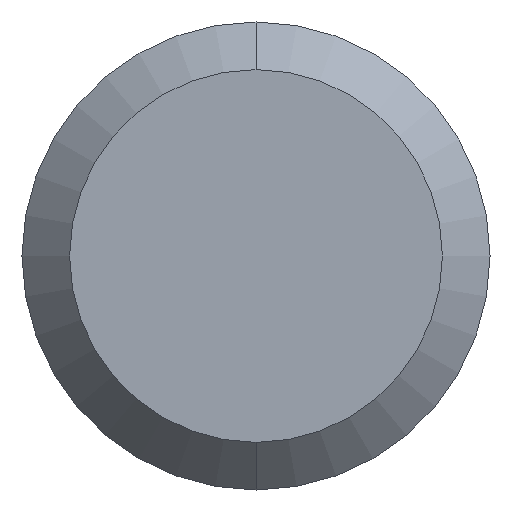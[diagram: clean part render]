
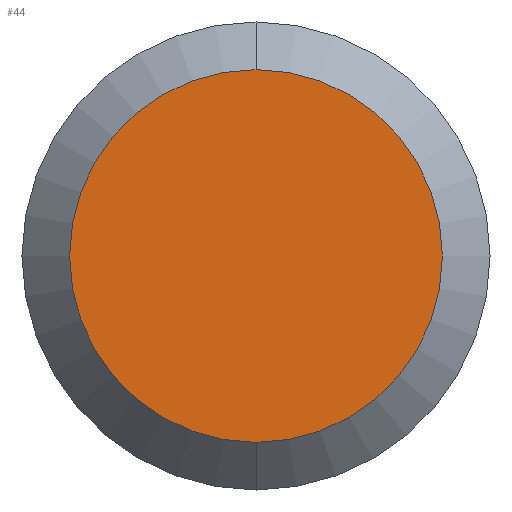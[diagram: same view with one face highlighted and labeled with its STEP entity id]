
A CAD part, front view. The second image highlights one B-rep face of the part: STEP entity #44.
In plain terms, the highlighted planar face has unit normal (0, -1, 0).
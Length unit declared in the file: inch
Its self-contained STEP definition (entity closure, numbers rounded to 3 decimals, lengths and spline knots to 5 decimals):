
#4 = FACE_OUTER_BOUND ( 'NONE', #160, .T. ) ;
#10 = CARTESIAN_POINT ( 'NONE',  ( 0., 0., 0. ) ) ;
#19 = CARTESIAN_POINT ( 'NONE',  ( 0., 0., 0. ) ) ;
#42 = DIRECTION ( 'NONE',  ( 0., -1., 0. ) ) ;
#44 = ADVANCED_FACE ( 'NONE', ( #4 ), #80, .F. ) ;
#49 = DIRECTION ( 'NONE',  ( 0., 0., 1. ) ) ;
#60 = DIRECTION ( 'NONE',  ( 0., 0., 1. ) ) ;
#63 = ORIENTED_EDGE ( 'NONE', *, *, #218, .T. ) ;
#74 = EDGE_CURVE ( 'NONE', #231, #211, #245, .T. ) ;
#80 = PLANE ( 'NONE',  #176 ) ;
#128 = AXIS2_PLACEMENT_3D ( 'NONE', #143, #242, #49 ) ;
#143 = CARTESIAN_POINT ( 'NONE',  ( 0., 0., 0. ) ) ;
#160 = EDGE_LOOP ( 'NONE', ( #221, #63 ) ) ;
#163 = AXIS2_PLACEMENT_3D ( 'NONE', #19, #42, #60 ) ;
#176 = AXIS2_PLACEMENT_3D ( 'NONE', #10, #249, #177 ) ;
#177 = DIRECTION ( 'NONE',  ( 0., 0., 1. ) ) ;
#183 = CARTESIAN_POINT ( 'NONE',  ( 0., 0., 0.07828 ) ) ;
#205 = CIRCLE ( 'NONE', #128, 0.07828 ) ;
#208 = CARTESIAN_POINT ( 'NONE',  ( 0., 0., -0.07828 ) ) ;
#211 = VERTEX_POINT ( 'NONE', #208 ) ;
#218 = EDGE_CURVE ( 'NONE', #211, #231, #205, .T. ) ;
#221 = ORIENTED_EDGE ( 'NONE', *, *, #74, .T. ) ;
#231 = VERTEX_POINT ( 'NONE', #183 ) ;
#242 = DIRECTION ( 'NONE',  ( 0., -1., 0. ) ) ;
#245 = CIRCLE ( 'NONE', #163, 0.07828 ) ;
#249 = DIRECTION ( 'NONE',  ( 0., 1., 0. ) ) ;
